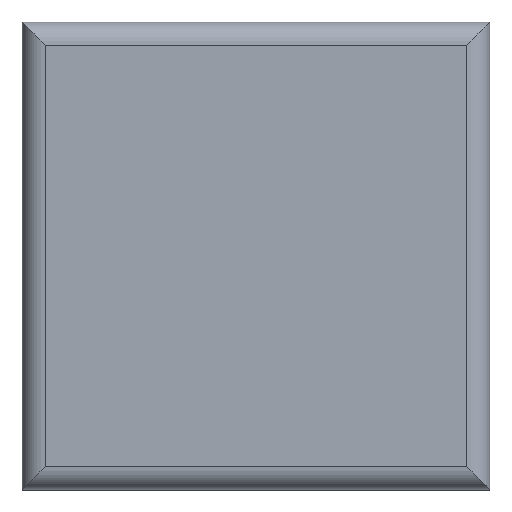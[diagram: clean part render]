
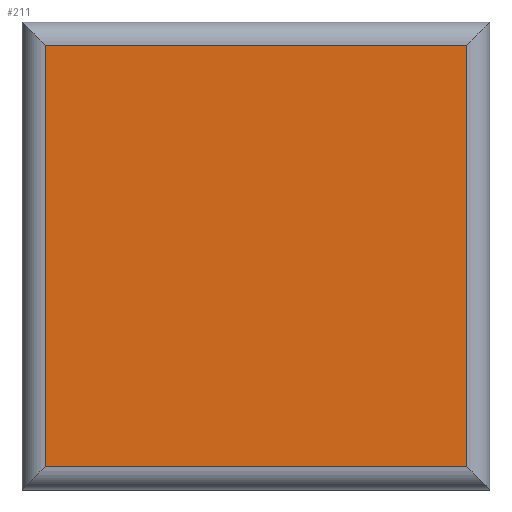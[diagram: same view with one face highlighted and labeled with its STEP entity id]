
A CAD part, top view. The second image highlights one B-rep face of the part: STEP entity #211.
In plain terms, the highlighted planar face has unit normal (0, 0, 1).
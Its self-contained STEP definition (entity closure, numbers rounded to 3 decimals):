
#93 = VERTEX_POINT('',#94);
#94 = CARTESIAN_POINT('',(-9.,9.,3.));
#101 = EDGE_CURVE('',#93,#102,#104,.T.);
#102 = VERTEX_POINT('',#103);
#103 = CARTESIAN_POINT('',(9.,9.,3.));
#104 = LINE('',#105,#106);
#105 = CARTESIAN_POINT('',(-10.,9.,3.));
#106 = VECTOR('',#107,1.);
#107 = DIRECTION('',(1.,0.,0.));
#191 = VERTEX_POINT('',#192);
#192 = CARTESIAN_POINT('',(-9.,-9.,3.));
#199 = EDGE_CURVE('',#191,#93,#200,.T.);
#200 = LINE('',#201,#202);
#201 = CARTESIAN_POINT('',(-9.,-10.,3.));
#202 = VECTOR('',#203,1.);
#203 = DIRECTION('',(0.,1.,0.));
#211 = ADVANCED_FACE('',(#212),#230,.F.);
#212 = FACE_BOUND('',#213,.F.);
#213 = EDGE_LOOP('',(#214,#222,#228,#229));
#214 = ORIENTED_EDGE('',*,*,#215,.T.);
#215 = EDGE_CURVE('',#102,#216,#218,.T.);
#216 = VERTEX_POINT('',#217);
#217 = CARTESIAN_POINT('',(9.,-9.,3.));
#218 = LINE('',#219,#220);
#219 = CARTESIAN_POINT('',(9.,10.,3.));
#220 = VECTOR('',#221,1.);
#221 = DIRECTION('',(0.,-1.,0.));
#222 = ORIENTED_EDGE('',*,*,#223,.T.);
#223 = EDGE_CURVE('',#216,#191,#224,.T.);
#224 = LINE('',#225,#226);
#225 = CARTESIAN_POINT('',(10.,-9.,3.));
#226 = VECTOR('',#227,1.);
#227 = DIRECTION('',(-1.,0.,0.));
#228 = ORIENTED_EDGE('',*,*,#199,.T.);
#229 = ORIENTED_EDGE('',*,*,#101,.T.);
#230 = PLANE('',#231);
#231 = AXIS2_PLACEMENT_3D('',#232,#233,#234);
#232 = CARTESIAN_POINT('',(0.,0.,3.));
#233 = DIRECTION('',(-0.,-0.,-1.));
#234 = DIRECTION('',(-1.,0.,0.));
